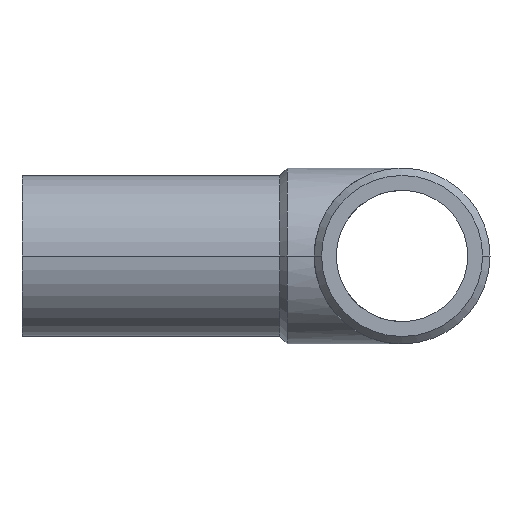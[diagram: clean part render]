
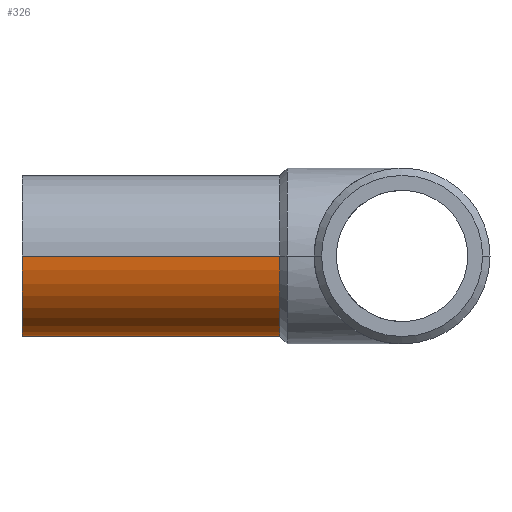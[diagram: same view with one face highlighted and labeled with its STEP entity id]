
A CAD part, left-side view. The second image highlights one B-rep face of the part: STEP entity #326.
In plain terms, the highlighted cylindrical face has radius 12.5 mm (diameter 25 mm), a partial arc.
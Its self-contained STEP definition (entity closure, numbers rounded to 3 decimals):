
#178 = EDGE_CURVE( '', #316, #264, #424, .T. );
#200 = EDGE_CURVE( '', #264, #332, #450, .T. );
#210 = EDGE_CURVE( '', #236, #332, #463, .T. );
#236 = VERTEX_POINT( '', #492 );
#264 = VERTEX_POINT( '', #522 );
#316 = VERTEX_POINT( '', #579 );
#320 = EDGE_CURVE( '', #236, #316, #583, .T. );
#326 = ADVANCED_FACE( '', ( #589 ), #590, .T. );
#332 = VERTEX_POINT( '', #598 );
#424 = CIRCLE( '', #691, 12.5 );
#450 = LINE( '', #722, #723 );
#463 = CIRCLE( '', #738, 12.5 );
#492 = CARTESIAN_POINT( '', ( -46., 19., 0. ) );
#522 = CARTESIAN_POINT( '', ( -71., 59., 0. ) );
#579 = CARTESIAN_POINT( '', ( -46., 59., 0. ) );
#583 = LINE( '', #900, #901 );
#589 = FACE_OUTER_BOUND( '', #909, .T. );
#590 = CYLINDRICAL_SURFACE( '', #910, 12.5 );
#598 = CARTESIAN_POINT( '', ( -71., 19., 0. ) );
#691 = AXIS2_PLACEMENT_3D( '', #1021, #1022, #1023 );
#722 = CARTESIAN_POINT( '', ( -71., 39., 0. ) );
#723 = VECTOR( '', #1070, 1. );
#738 = AXIS2_PLACEMENT_3D( '', #1100, #1101, #1102 );
#900 = CARTESIAN_POINT( '', ( -46., 39., 0. ) );
#901 = VECTOR( '', #1249, 1. );
#909 = EDGE_LOOP( '', ( #1252, #1253, #1254, #1255 ) );
#910 = AXIS2_PLACEMENT_3D( '', #1256, #1257, #1258 );
#1021 = CARTESIAN_POINT( '', ( -58.5, 59., 0. ) );
#1022 = DIRECTION( '', ( 0., 1., 0. ) );
#1023 = DIRECTION( '', ( 1., 0., 0. ) );
#1070 = DIRECTION( '', ( 0., -1., 0. ) );
#1100 = CARTESIAN_POINT( '', ( -58.5, 19., 0. ) );
#1101 = DIRECTION( '', ( 0., 1., 0. ) );
#1102 = DIRECTION( '', ( 1., 0., 0. ) );
#1249 = DIRECTION( '', ( 0., 1., 0. ) );
#1252 = ORIENTED_EDGE( '', *, *, #320, .F. );
#1253 = ORIENTED_EDGE( '', *, *, #210, .T. );
#1254 = ORIENTED_EDGE( '', *, *, #200, .F. );
#1255 = ORIENTED_EDGE( '', *, *, #178, .F. );
#1256 = CARTESIAN_POINT( '', ( -58.5, 39., 0. ) );
#1257 = DIRECTION( '', ( 0., -1., 0. ) );
#1258 = DIRECTION( '', ( 1., 0., 0. ) );
